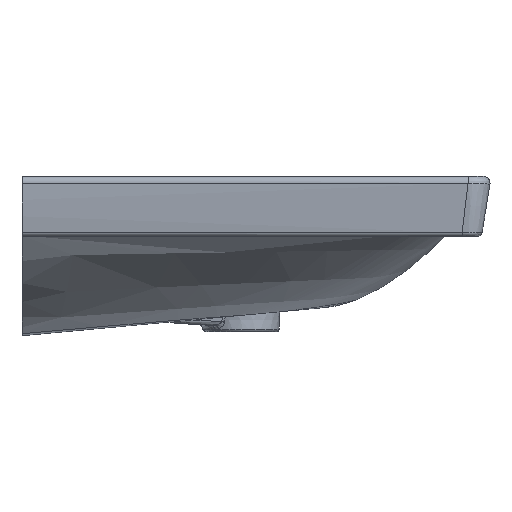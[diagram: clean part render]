
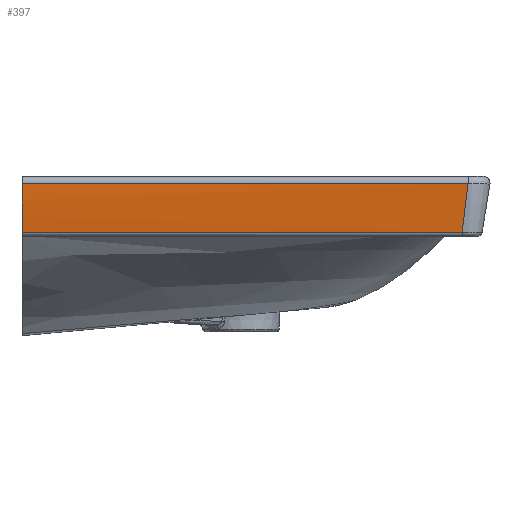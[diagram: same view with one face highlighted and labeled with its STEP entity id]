
A CAD part, left-side view. The second image highlights one B-rep face of the part: STEP entity #397.
In plain terms, the highlighted cylindrical face has radius 387.282 mm (diameter 774.565 mm), a partial arc.
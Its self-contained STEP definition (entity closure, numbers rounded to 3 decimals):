
#68=CYLINDRICAL_SURFACE('',#2012,387.282);
#170=CIRCLE('',#2011,387.282);
#226=LINE('',#58049,#294);
#227=LINE('',#58053,#295);
#294=VECTOR('',#2182,1.);
#295=VECTOR('',#2185,1.);
#397=ADVANCED_FACE('',(#544),#68,.T.);
#544=FACE_OUTER_BOUND('',#659,.T.);
#659=EDGE_LOOP('',(#1057,#1058,#1059,#1060));
#1057=ORIENTED_EDGE('',*,*,#1624,.T.);
#1058=ORIENTED_EDGE('',*,*,#1686,.F.);
#1059=ORIENTED_EDGE('',*,*,#1687,.F.);
#1060=ORIENTED_EDGE('',*,*,#1688,.F.);
#1391=VERTEX_POINT('',#55139);
#1392=VERTEX_POINT('',#55160);
#1426=VERTEX_POINT('',#58050);
#1427=VERTEX_POINT('',#58052);
#1624=EDGE_CURVE('',#1391,#1392,#1896,.T.);
#1686=EDGE_CURVE('',#1426,#1392,#226,.T.);
#1687=EDGE_CURVE('',#1427,#1426,#170,.T.);
#1688=EDGE_CURVE('',#1391,#1427,#227,.T.);
#1896=B_SPLINE_CURVE_WITH_KNOTS('',3,(#55161,#55162,#55163,#55164),
 .UNSPECIFIED.,.F.,.F.,(4,4),(0.,1.),.UNSPECIFIED.);
#2011=AXIS2_PLACEMENT_3D('',#58051,#2183,#2184);
#2012=AXIS2_PLACEMENT_3D('',#58054,#2186,#2187);
#2182=DIRECTION('',(0.,-1.,0.));
#2183=DIRECTION('',(0.,1.,0.));
#2184=DIRECTION('',(0.,0.,1.));
#2185=DIRECTION('',(0.,1.,0.));
#2186=DIRECTION('',(0.,-1.,0.));
#2187=DIRECTION('',(0.,0.,1.));
#55139=CARTESIAN_POINT('',(-495.621,-441.788,-56.606));
#55160=CARTESIAN_POINT('',(-499.977,-447.808,-7.166));
#55161=CARTESIAN_POINT('',(-495.621,-441.788,-56.606));
#55162=CARTESIAN_POINT('',(-498.128,-443.795,-40.242));
#55163=CARTESIAN_POINT('',(-499.584,-445.801,-23.717));
#55164=CARTESIAN_POINT('',(-499.977,-447.808,-7.166));
#58049=CARTESIAN_POINT('',(-499.977,35.,-7.166));
#58050=CARTESIAN_POINT('',(-499.977,0.,-7.166));
#58051=CARTESIAN_POINT('',(-112.804,0.,2.031));
#58052=CARTESIAN_POINT('',(-495.621,0.,-56.606));
#58053=CARTESIAN_POINT('',(-495.621,35.,-56.606));
#58054=CARTESIAN_POINT('',(-112.804,35.,2.031));
